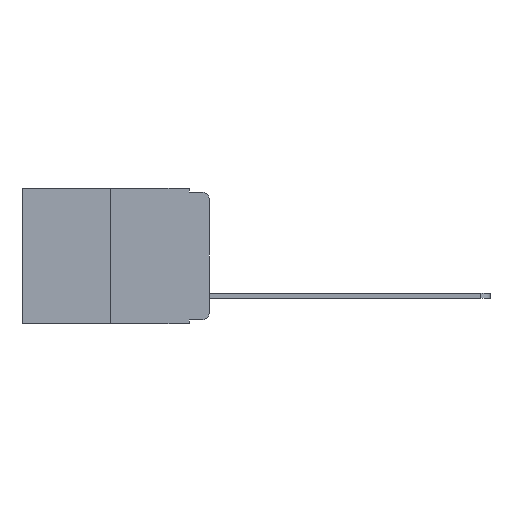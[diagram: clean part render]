
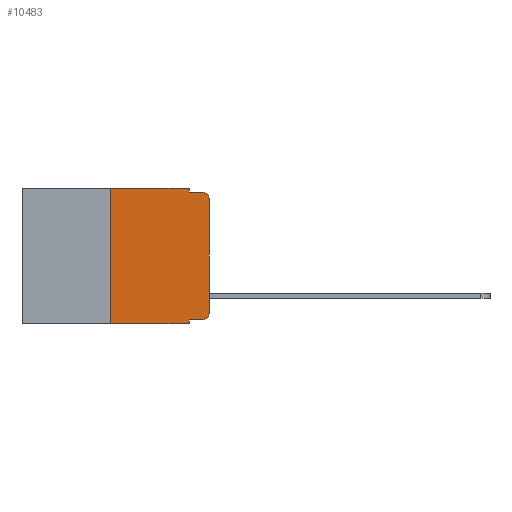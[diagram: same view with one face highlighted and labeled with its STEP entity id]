
A CAD part, left-side view. The second image highlights one B-rep face of the part: STEP entity #10483.
In plain terms, the highlighted planar face has unit normal (-1, 0, 0).
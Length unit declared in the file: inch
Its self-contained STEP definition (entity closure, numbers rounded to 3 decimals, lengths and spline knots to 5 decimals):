
#117 = CARTESIAN_POINT ( 'NONE',  ( 0., 0., -0.03 ) ) ;
#138 = DIRECTION ( 'NONE',  ( 0., -1., 0. ) ) ;
#658 = AXIS2_PLACEMENT_3D ( 'NONE', #4906, #10269, #5707 ) ;
#859 = PLANE ( 'NONE',  #7722 ) ;
#1107 = EDGE_CURVE ( 'NONE', #3890, #9220, #7277, .T. ) ;
#1185 = DIRECTION ( 'NONE',  ( 0., 0., 1. ) ) ;
#1305 = ORIENTED_EDGE ( 'NONE', *, *, #8827, .T. ) ;
#1324 = LINE ( 'NONE', #8896, #9682 ) ;
#1706 = VERTEX_POINT ( 'NONE', #3409 ) ;
#1893 = DIRECTION ( 'NONE',  ( 0., 0., 1. ) ) ;
#1956 = LINE ( 'NONE', #8401, #9963 ) ;
#2012 = CIRCLE ( 'NONE', #658, 0.02 ) ;
#2089 = DIRECTION ( 'NONE',  ( 0., 0., -1. ) ) ;
#2176 = CARTESIAN_POINT ( 'NONE',  ( 0., 0.02, -0.01 ) ) ;
#2313 = LINE ( 'NONE', #6696, #4320 ) ;
#2396 = VERTEX_POINT ( 'NONE', #5843 ) ;
#2575 = VERTEX_POINT ( 'NONE', #117 ) ;
#2769 = CARTESIAN_POINT ( 'NONE',  ( 0., 0.051, 0. ) ) ;
#2938 = EDGE_CURVE ( 'NONE', #2396, #6177, #9928, .T. ) ;
#3041 = ORIENTED_EDGE ( 'NONE', *, *, #6793, .T. ) ;
#3255 = FACE_OUTER_BOUND ( 'NONE', #4165, .T. ) ;
#3409 = CARTESIAN_POINT ( 'NONE',  ( 0., 0.051, 0. ) ) ;
#3540 = DIRECTION ( 'NONE',  ( 0., 0., -1. ) ) ;
#3559 = CARTESIAN_POINT ( 'NONE',  ( 0., 0.473, -0.343 ) ) ;
#3666 = VECTOR ( 'NONE', #1185, 39.37008 ) ;
#3683 = ORIENTED_EDGE ( 'NONE', *, *, #5185, .F. ) ;
#3890 = VERTEX_POINT ( 'NONE', #7822 ) ;
#3935 = DIRECTION ( 'NONE',  ( -1., 0., 0. ) ) ;
#3967 = DIRECTION ( 'NONE',  ( 0., -1., 0. ) ) ;
#4057 = ORIENTED_EDGE ( 'NONE', *, *, #4060, .F. ) ;
#4060 = EDGE_CURVE ( 'NONE', #1706, #6451, #1324, .T. ) ;
#4165 = EDGE_LOOP ( 'NONE', ( #1305, #3041, #3683, #4057, #4479, #4902, #5125, #5873, #6250, #7029 ) ) ;
#4186 = CARTESIAN_POINT ( 'NONE',  ( 0., 0.25, 0. ) ) ;
#4320 = VECTOR ( 'NONE', #138, 39.37008 ) ;
#4368 = VECTOR ( 'NONE', #5508, 39.37008 ) ;
#4397 = CARTESIAN_POINT ( 'NONE',  ( 0., 0.051, -0.01 ) ) ;
#4427 = DIRECTION ( 'NONE',  ( 0., -1., 0. ) ) ;
#4479 = ORIENTED_EDGE ( 'NONE', *, *, #9402, .F. ) ;
#4680 = CARTESIAN_POINT ( 'NONE',  ( 0., 0.473, 0. ) ) ;
#4902 = ORIENTED_EDGE ( 'NONE', *, *, #2938, .F. ) ;
#4906 = CARTESIAN_POINT ( 'NONE',  ( 0., 0.02, -0.03 ) ) ;
#5125 = ORIENTED_EDGE ( 'NONE', *, *, #9216, .T. ) ;
#5159 = VECTOR ( 'NONE', #2089, 39.37008 ) ;
#5185 = EDGE_CURVE ( 'NONE', #6451, #8520, #2313, .T. ) ;
#5508 = DIRECTION ( 'NONE',  ( 0., -1., 0. ) ) ;
#5707 = DIRECTION ( 'NONE',  ( 0., 0., -1. ) ) ;
#5767 = LINE ( 'NONE', #7968, #7614 ) ;
#5843 = CARTESIAN_POINT ( 'NONE',  ( 0., 0.25, -0.343 ) ) ;
#5873 = ORIENTED_EDGE ( 'NONE', *, *, #1107, .F. ) ;
#6177 = VERTEX_POINT ( 'NONE', #6197 ) ;
#6197 = CARTESIAN_POINT ( 'NONE',  ( 0., 0.25, 0. ) ) ;
#6250 = ORIENTED_EDGE ( 'NONE', *, *, #9514, .T. ) ;
#6274 = VERTEX_POINT ( 'NONE', #8831 ) ;
#6451 = VERTEX_POINT ( 'NONE', #4397 ) ;
#6696 = CARTESIAN_POINT ( 'NONE',  ( 0., 0.051, -0.01 ) ) ;
#6775 = LINE ( 'NONE', #4680, #4368 ) ;
#6793 = EDGE_CURVE ( 'NONE', #2575, #8520, #2012, .T. ) ;
#7029 = ORIENTED_EDGE ( 'NONE', *, *, #8527, .T. ) ;
#7044 = CIRCLE ( 'NONE', #7471, 0.02 ) ;
#7277 = LINE ( 'NONE', #2769, #5159 ) ;
#7471 = AXIS2_PLACEMENT_3D ( 'NONE', #8696, #3935, #9428 ) ;
#7614 = VECTOR ( 'NONE', #3967, 39.37008 ) ;
#7722 = AXIS2_PLACEMENT_3D ( 'NONE', #9810, #8356, #3540 ) ;
#7822 = CARTESIAN_POINT ( 'NONE',  ( 0., 0.051, -0.333 ) ) ;
#7968 = CARTESIAN_POINT ( 'NONE',  ( 0., 0.051, -0.333 ) ) ;
#8224 = VECTOR ( 'NONE', #4427, 39.37008 ) ;
#8356 = DIRECTION ( 'NONE',  ( 1., 0., 0. ) ) ;
#8401 = CARTESIAN_POINT ( 'NONE',  ( 0., 0., 0. ) ) ;
#8456 = LINE ( 'NONE', #3559, #8224 ) ;
#8520 = VERTEX_POINT ( 'NONE', #2176 ) ;
#8527 = EDGE_CURVE ( 'NONE', #9583, #6274, #7044, .T. ) ;
#8696 = CARTESIAN_POINT ( 'NONE',  ( 0., 0.02, -0.313 ) ) ;
#8827 = EDGE_CURVE ( 'NONE', #6274, #2575, #1956, .T. ) ;
#8831 = CARTESIAN_POINT ( 'NONE',  ( 0., 0., -0.313 ) ) ;
#8874 = DIRECTION ( 'NONE',  ( 0., 0., -1. ) ) ;
#8896 = CARTESIAN_POINT ( 'NONE',  ( 0., 0.051, 0. ) ) ;
#9120 = CARTESIAN_POINT ( 'NONE',  ( 0., 0.051, -0.343 ) ) ;
#9216 = EDGE_CURVE ( 'NONE', #2396, #9220, #8456, .T. ) ;
#9220 = VERTEX_POINT ( 'NONE', #9120 ) ;
#9402 = EDGE_CURVE ( 'NONE', #6177, #1706, #6775, .T. ) ;
#9428 = DIRECTION ( 'NONE',  ( 0., 0., -1. ) ) ;
#9514 = EDGE_CURVE ( 'NONE', #3890, #9583, #5767, .T. ) ;
#9583 = VERTEX_POINT ( 'NONE', #10293 ) ;
#9682 = VECTOR ( 'NONE', #8874, 39.37008 ) ;
#9810 = CARTESIAN_POINT ( 'NONE',  ( 0., 0.473, 0. ) ) ;
#9928 = LINE ( 'NONE', #4186, #3666 ) ;
#9963 = VECTOR ( 'NONE', #1893, 39.37008 ) ;
#10269 = DIRECTION ( 'NONE',  ( -1., 0., 0. ) ) ;
#10293 = CARTESIAN_POINT ( 'NONE',  ( 0., 0.02, -0.333 ) ) ;
#10483 = ADVANCED_FACE ( 'NONE', ( #3255 ), #859, .F. ) ;
